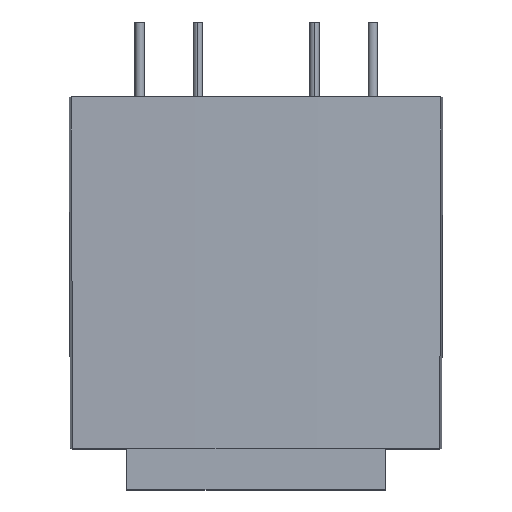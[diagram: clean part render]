
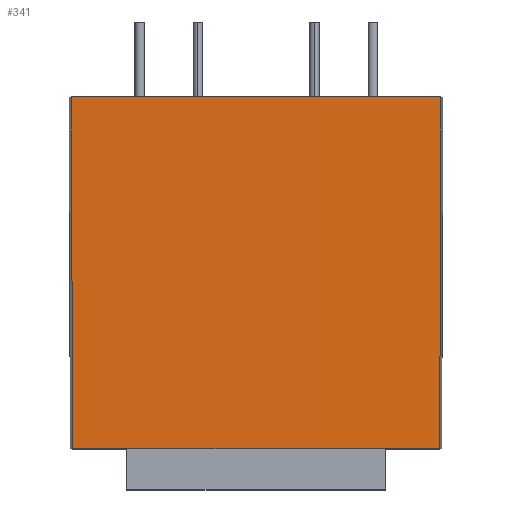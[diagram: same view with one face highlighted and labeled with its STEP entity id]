
A CAD part, top view. The second image highlights one B-rep face of the part: STEP entity #341.
In plain terms, the highlighted conical face has half-angle 0.2 degrees and reference radius 644.105 mm.
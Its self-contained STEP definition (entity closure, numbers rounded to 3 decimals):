
#3 = ORIENTED_EDGE ( 'NONE', *, *, #50, .F. ) ;
#32 = CIRCLE ( 'NONE', #463, 643.999 ) ;
#50 = EDGE_CURVE ( 'Defeature ausgef�hrt1_7+Defeature ausgef�hrt1_5+Defeature ausgef�hrt1_6+Defeature ausgef�hrt1_8', #323, #476, #197, .T. ) ;
#60 = CARTESIAN_POINT ( 'NONE',  ( 0., -30.45, -630.431 ) ) ;
#90 = CARTESIAN_POINT ( 'NONE',  ( 16., 0., 13.475 ) ) ;
#101 = CARTESIAN_POINT ( 'NONE',  ( 15.931, -20.3, 13.406 ) ) ;
#109 = CARTESIAN_POINT ( 'NONE',  ( -15.897, -30.45, 13.371 ) ) ;
#120 = EDGE_LOOP ( 'NONE', ( #363, #3, #535, #186 ) ) ;
#123 = DIRECTION ( 'NONE',  ( -1., 0., 0. ) ) ;
#131 = VERTEX_POINT ( 'NONE', #109 ) ;
#178 = CARTESIAN_POINT ( 'NONE',  ( -15.966, -10.15, 13.44 ) ) ;
#186 = ORIENTED_EDGE ( 'NONE', *, *, #430, .F. ) ;
#197 = B_SPLINE_CURVE_WITH_KNOTS ( 'NONE', 3,
 ( #90, #458, #101, #497 ),
 .UNSPECIFIED., .F., .F.,
 ( 4, 4 ),
 ( 0., 0.03 ),
 .UNSPECIFIED. ) ;
#210 = CARTESIAN_POINT ( 'NONE',  ( -16., 0., 13.475 ) ) ;
#217 = CARTESIAN_POINT ( 'NONE',  ( 0., 0., -630.431 ) ) ;
#259 = B_SPLINE_CURVE_WITH_KNOTS ( 'NONE', 3,
 ( #298, #710, #178, #527 ),
 .UNSPECIFIED., .F., .F.,
 ( 4, 4 ),
 ( 0., 0.03 ),
 .UNSPECIFIED. ) ;
#280 = CARTESIAN_POINT ( 'NONE',  ( 15.897, -30.45, 13.371 ) ) ;
#290 = DIRECTION ( 'NONE',  ( -1., 0., 0. ) ) ;
#298 = CARTESIAN_POINT ( 'NONE',  ( -15.897, -30.45, 13.371 ) ) ;
#323 = VERTEX_POINT ( 'NONE', #405 ) ;
#341 = ADVANCED_FACE ( 'Defeature ausgef�hrt1_5', ( #721 ), #464, .T. ) ;
#360 = DIRECTION ( 'NONE',  ( 0., -1., 0. ) ) ;
#363 = ORIENTED_EDGE ( 'NONE', *, *, #386, .F. ) ;
#386 = EDGE_CURVE ( 'Defeature ausgef�hrt1_8+Defeature ausgef�hrt1_5+Defeature ausgef�hrt1_7+Defeature ausgef�hrt1_9', #476, #131, #32, .T. ) ;
#405 = CARTESIAN_POINT ( 'NONE',  ( 16., 0., 13.475 ) ) ;
#423 = AXIS2_PLACEMENT_3D ( 'NONE', #459, #759, #290 ) ;
#430 = EDGE_CURVE ( 'Defeature ausgef�hrt1_9+Defeature ausgef�hrt1_5+Defeature ausgef�hrt1_8+Defeature ausgef�hrt1_6', #131, #510, #259, .T. ) ;
#458 = CARTESIAN_POINT ( 'NONE',  ( 15.966, -10.15, 13.44 ) ) ;
#459 = CARTESIAN_POINT ( 'NONE',  ( 0., 0., -630.431 ) ) ;
#463 = AXIS2_PLACEMENT_3D ( 'NONE', #60, #360, #123 ) ;
#464 = CONICAL_SURFACE ( 'NONE', #423, 644.105, 0.003 ) ;
#476 = VERTEX_POINT ( 'NONE', #280 ) ;
#489 = EDGE_CURVE ( 'Defeature ausgef�hrt1_6+Defeature ausgef�hrt1_5+Defeature ausgef�hrt1_9+Defeature ausgef�hrt1_7', #510, #323, #713, .T. ) ;
#497 = CARTESIAN_POINT ( 'NONE',  ( 15.897, -30.45, 13.371 ) ) ;
#510 = VERTEX_POINT ( 'NONE', #210 ) ;
#527 = CARTESIAN_POINT ( 'NONE',  ( -16., 0., 13.475 ) ) ;
#535 = ORIENTED_EDGE ( 'NONE', *, *, #489, .F. ) ;
#566 = DIRECTION ( 'NONE',  ( -1., 0., 0. ) ) ;
#599 = AXIS2_PLACEMENT_3D ( 'NONE', #217, #680, #566 ) ;
#680 = DIRECTION ( 'NONE',  ( 0., 1., 0. ) ) ;
#710 = CARTESIAN_POINT ( 'NONE',  ( -15.931, -20.3, 13.406 ) ) ;
#713 = CIRCLE ( 'NONE', #599, 644.105 ) ;
#721 = FACE_OUTER_BOUND ( 'NONE', #120, .T. ) ;
#759 = DIRECTION ( 'NONE',  ( 0., 1., 0. ) ) ;
